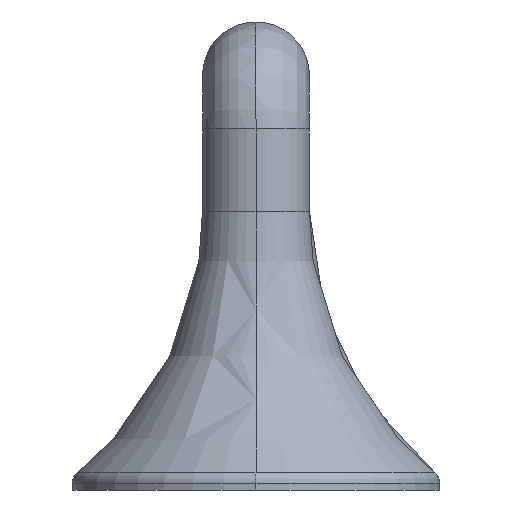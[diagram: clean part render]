
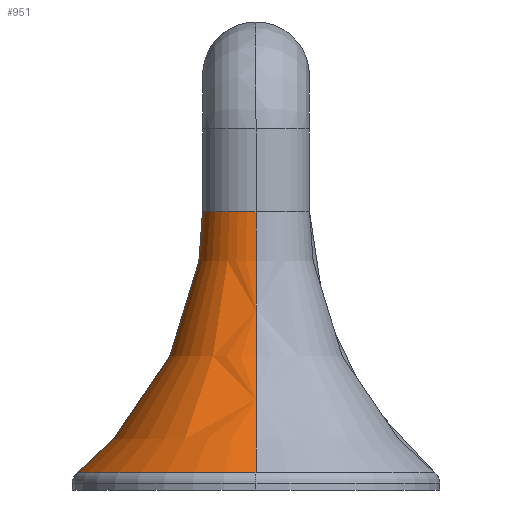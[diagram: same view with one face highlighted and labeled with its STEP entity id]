
A CAD part, front view. The second image highlights one B-rep face of the part: STEP entity #951.
In plain terms, the highlighted toroidal (fillet/blend) face has major radius 58 mm and minor radius 50 mm.
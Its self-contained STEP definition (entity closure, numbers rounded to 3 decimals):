
#83=CARTESIAN_POINT('Vertex',(0.,8.,41.62)) ;
#86=CARTESIAN_POINT('Axis2P3D Location',(0.,0.,41.62)) ;
#90=CARTESIAN_POINT('Vertex',(0.,-8.,41.62)) ;
#921=CARTESIAN_POINT('Axis2P3D Location',(0.,0.,41.62)) ;
#926=CARTESIAN_POINT('Axis2P3D Location',(0.,0.,2.589)) ;
#930=CARTESIAN_POINT('Vertex',(0.,-26.75,2.589)) ;
#932=CARTESIAN_POINT('Vertex',(0.,26.75,2.589)) ;
#935=CARTESIAN_POINT('Axis2P3D Location',(0.,-58.,41.62)) ;
#940=CARTESIAN_POINT('Axis2P3D Location',(0.,58.,41.62)) ;
#87=DIRECTION('Axis2P3D Direction',(0.,0.,1.)) ;
#922=DIRECTION('Axis2P3D Direction',(-0.,-0.,-1.)) ;
#923=DIRECTION('Axis2P3D XDirection',(0.,-1.,0.)) ;
#927=DIRECTION('Axis2P3D Direction',(0.,-0.,-1.)) ;
#936=DIRECTION('Axis2P3D Direction',(1.,0.,-0.)) ;
#941=DIRECTION('Axis2P3D Direction',(-1.,0.,0.)) ;
#88=AXIS2_PLACEMENT_3D('Circle Axis2P3D',#86,#87,$) ;
#924=AXIS2_PLACEMENT_3D('Torus Axis2P3D',#921,#922,#923) ;
#928=AXIS2_PLACEMENT_3D('Circle Axis2P3D',#926,#927,$) ;
#937=AXIS2_PLACEMENT_3D('Circle Axis2P3D',#935,#936,$) ;
#942=AXIS2_PLACEMENT_3D('Circle Axis2P3D',#940,#941,$) ;
#946=ORIENTED_EDGE('',*,*,#934,.F.) ;
#947=ORIENTED_EDGE('',*,*,#939,.F.) ;
#948=ORIENTED_EDGE('',*,*,#92,.T.) ;
#949=ORIENTED_EDGE('',*,*,#944,.T.) ;
#951=ADVANCED_FACE('PartBody',(#950),#925,.F.) ;
#89=CIRCLE('generated circle',#88,8.) ;
#929=CIRCLE('generated circle',#928,26.75) ;
#938=CIRCLE('generated circle',#937,50.) ;
#943=CIRCLE('generated circle',#942,50.) ;
#925=TOROIDAL_SURFACE('homeo Torus',#924,58.,50.) ;
#92=EDGE_CURVE('',#91,#84,#89,.F.) ;
#934=EDGE_CURVE('',#931,#933,#929,.T.) ;
#939=EDGE_CURVE('',#91,#931,#938,.F.) ;
#944=EDGE_CURVE('',#84,#933,#943,.F.) ;
#945=EDGE_LOOP('',(#946,#947,#948,#949)) ;
#950=FACE_OUTER_BOUND('',#945,.T.) ;
#84=VERTEX_POINT('',#83) ;
#91=VERTEX_POINT('',#90) ;
#931=VERTEX_POINT('',#930) ;
#933=VERTEX_POINT('',#932) ;
